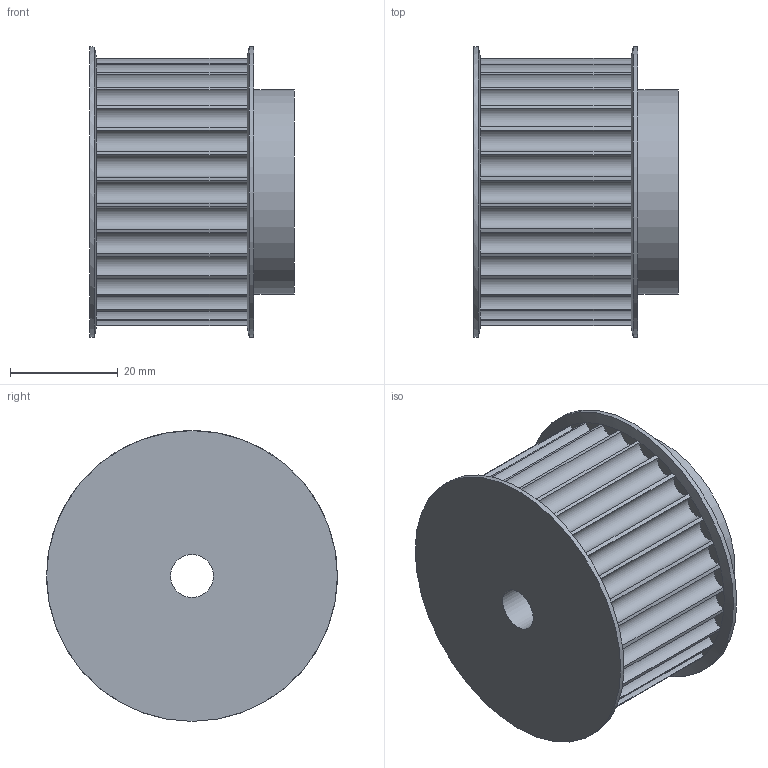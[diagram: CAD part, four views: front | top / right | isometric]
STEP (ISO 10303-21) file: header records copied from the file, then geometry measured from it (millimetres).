
FILE_DESCRIPTION( ( 'STEP AP214' ), '1' );
FILE_NAME( 'HTD-Zrr_8_17243200_2_14.stp', ' ', ( ' ' ), ( ' ' ), 'PSStep 15.0.47', 'PARTsolutions', ' ' );
FILE_SCHEMA( ( 'AUTOMOTIVE_DESIGN { 1 0 10303 214 1 1 1 1 }' ) );
Length unit declared in the file: millimetre
Products named in the file (1): _HTD-Zrr 8 17243200
Bounding box: 38 x 54 x 54 mm (x, y, z)
Volume: 60249 mm3; surface area: 14178.3 mm2
Topology: 1 solids, 1 shells, 138 faces, 274 edges, 139 vertices
Faces by surface type: cylinder 68, plane 67, cone 3
Full cylindrical faces by diameter (mm): 8 x1, 38 x1, 54 x2
Entity records: 4582 total; most frequent: DIRECTION 744, CARTESIAN_POINT 541, ORIENTED_EDGE 530, AXIS2_PLACEMENT_3D 340, EDGE_CURVE 265, CIRCLE 201, EDGE_LOOP 148, FACE_OUTER_BOUND 142
